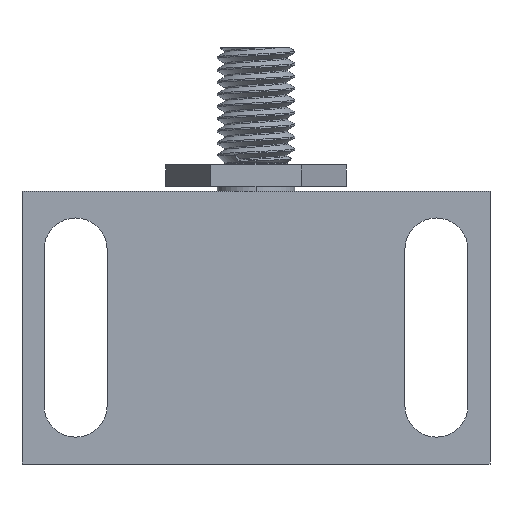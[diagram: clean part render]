
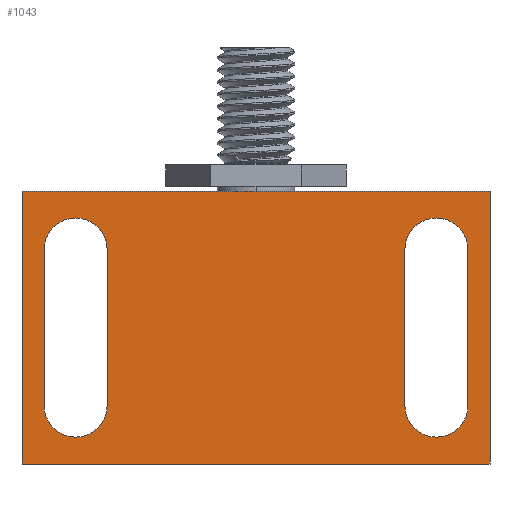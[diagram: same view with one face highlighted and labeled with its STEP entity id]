
A CAD part, left-side view. The second image highlights one B-rep face of the part: STEP entity #1043.
In plain terms, the highlighted planar face has unit normal (-1, 0, 0).
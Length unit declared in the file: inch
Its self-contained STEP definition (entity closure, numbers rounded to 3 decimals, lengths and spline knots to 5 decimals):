
#42 = ORIENTED_EDGE ( 'NONE', *, *, #415, .T. ) ;
#207 = FACE_BOUND ( 'NONE', #2831, .T. ) ;
#229 = VECTOR ( 'NONE', #978, 39.37008 ) ;
#230 = CARTESIAN_POINT ( 'NONE',  ( -0.3935, -0.945, 0.551 ) ) ;
#248 = EDGE_CURVE ( 'NONE', #3098, #2760, #3011, .T. ) ;
#288 = VERTEX_POINT ( 'NONE', #3707 ) ;
#319 = DIRECTION ( 'NONE',  ( 0., -1., 0. ) ) ;
#328 = EDGE_CURVE ( 'NONE', #1628, #2172, #1047, .T. ) ;
#360 = DIRECTION ( 'NONE',  ( 0., 0., 1. ) ) ;
#375 = VECTOR ( 'NONE', #360, 39.37008 ) ;
#415 = EDGE_CURVE ( 'NONE', #288, #601, #720, .T. ) ;
#446 = EDGE_CURVE ( 'NONE', #2566, #2172, #3444, .T. ) ;
#452 = DIRECTION ( 'NONE',  ( 0., 1., 0. ) ) ;
#486 = EDGE_LOOP ( 'NONE', ( #4457, #3465, #2249, #3408 ) ) ;
#487 = ORIENTED_EDGE ( 'NONE', *, *, #4189, .T. ) ;
#598 = CARTESIAN_POINT ( 'NONE',  ( -0.3935, -0.856, -0.315 ) ) ;
#601 = VERTEX_POINT ( 'NONE', #1203 ) ;
#641 = ORIENTED_EDGE ( 'NONE', *, *, #248, .T. ) ;
#653 = EDGE_CURVE ( 'NONE', #1574, #3895, #3562, .T. ) ;
#654 = FACE_BOUND ( 'NONE', #2851, .T. ) ;
#697 = AXIS2_PLACEMENT_3D ( 'NONE', #1219, #2204, #452 ) ;
#720 = LINE ( 'NONE', #4485, #2837 ) ;
#738 = CARTESIAN_POINT ( 'NONE',  ( -0.3935, 0.7285, -0.315 ) ) ;
#806 = ORIENTED_EDGE ( 'NONE', *, *, #3530, .T. ) ;
#827 = CIRCLE ( 'NONE', #901, 0.1275 ) ;
#834 = ORIENTED_EDGE ( 'NONE', *, *, #4050, .T. ) ;
#901 = AXIS2_PLACEMENT_3D ( 'NONE', #4484, #2417, #319 ) ;
#978 = DIRECTION ( 'NONE',  ( 0., -1., 0. ) ) ;
#1043 = ADVANCED_FACE ( 'NONE', ( #207, #654, #4368 ), #1949, .T. ) ;
#1047 = LINE ( 'NONE', #4162, #375 ) ;
#1069 = LINE ( 'NONE', #4461, #229 ) ;
#1087 = DIRECTION ( 'NONE',  ( 1., 0., 0. ) ) ;
#1128 = EDGE_CURVE ( 'NONE', #601, #3982, #1485, .T. ) ;
#1190 = CARTESIAN_POINT ( 'NONE',  ( -0.3935, -0.945, -0.551 ) ) ;
#1203 = CARTESIAN_POINT ( 'NONE',  ( -0.3935, 0.601, -0.315 ) ) ;
#1219 = CARTESIAN_POINT ( 'NONE',  ( -0.3935, 0.7285, 0.315 ) ) ;
#1272 = CARTESIAN_POINT ( 'NONE',  ( -0.3935, 0.945, -0.551 ) ) ;
#1331 = DIRECTION ( 'NONE',  ( 0., 0., 1. ) ) ;
#1355 = CARTESIAN_POINT ( 'NONE',  ( -0.3935, 0.945, -0.551 ) ) ;
#1381 = CARTESIAN_POINT ( 'NONE',  ( -0.3935, -0.601, -0.315 ) ) ;
#1401 = DIRECTION ( 'NONE',  ( 0., -1., 0. ) ) ;
#1417 = VECTOR ( 'NONE', #1331, 39.37008 ) ;
#1485 = CIRCLE ( 'NONE', #3146, 0.1275 ) ;
#1574 = VERTEX_POINT ( 'NONE', #3128 ) ;
#1581 = ORIENTED_EDGE ( 'NONE', *, *, #653, .T. ) ;
#1628 = VERTEX_POINT ( 'NONE', #1190 ) ;
#1805 = DIRECTION ( 'NONE',  ( 1., 0., 0. ) ) ;
#1949 = PLANE ( 'NONE',  #3288 ) ;
#2076 = CARTESIAN_POINT ( 'NONE',  ( -0.3935, -0.601, 0.315 ) ) ;
#2085 = DIRECTION ( 'NONE',  ( 0., 0., -1. ) ) ;
#2144 = VERTEX_POINT ( 'NONE', #2447 ) ;
#2172 = VERTEX_POINT ( 'NONE', #230 ) ;
#2204 = DIRECTION ( 'NONE',  ( 1., 0., 0. ) ) ;
#2249 = ORIENTED_EDGE ( 'NONE', *, *, #3891, .F. ) ;
#2315 = CARTESIAN_POINT ( 'NONE',  ( -0.3935, 0.856, 0.315 ) ) ;
#2357 = CIRCLE ( 'NONE', #3953, 0.1275 ) ;
#2417 = DIRECTION ( 'NONE',  ( 1., 0., 0. ) ) ;
#2447 = CARTESIAN_POINT ( 'NONE',  ( -0.3935, 0.945, -0.551 ) ) ;
#2566 = VERTEX_POINT ( 'NONE', #3590 ) ;
#2633 = VECTOR ( 'NONE', #3607, 39.37008 ) ;
#2642 = DIRECTION ( 'NONE',  ( 0., -1., 0. ) ) ;
#2760 = VERTEX_POINT ( 'NONE', #2076 ) ;
#2822 = CARTESIAN_POINT ( 'NONE',  ( -0.3935, 0.856, 0.315 ) ) ;
#2831 = EDGE_LOOP ( 'NONE', ( #834, #42, #4367, #487 ) ) ;
#2837 = VECTOR ( 'NONE', #2085, 39.37008 ) ;
#2851 = EDGE_LOOP ( 'NONE', ( #4359, #1581, #806, #641 ) ) ;
#2928 = LINE ( 'NONE', #2315, #4321 ) ;
#2981 = VERTEX_POINT ( 'NONE', #2822 ) ;
#3011 = LINE ( 'NONE', #3326, #3863 ) ;
#3031 = EDGE_CURVE ( 'NONE', #2760, #1574, #827, .T. ) ;
#3032 = DIRECTION ( 'NONE',  ( -1., 0., 0. ) ) ;
#3077 = DIRECTION ( 'NONE',  ( 0., 1., 0. ) ) ;
#3080 = CARTESIAN_POINT ( 'NONE',  ( -0.3935, 0.945, 0.551 ) ) ;
#3089 = EDGE_CURVE ( 'NONE', #2144, #1628, #1069, .T. ) ;
#3098 = VERTEX_POINT ( 'NONE', #1381 ) ;
#3128 = CARTESIAN_POINT ( 'NONE',  ( -0.3935, -0.856, 0.315 ) ) ;
#3146 = AXIS2_PLACEMENT_3D ( 'NONE', #738, #1087, #3077 ) ;
#3181 = CARTESIAN_POINT ( 'NONE',  ( -0.3935, 0.856, -0.315 ) ) ;
#3286 = CARTESIAN_POINT ( 'NONE',  ( -0.3935, -0.856, 0.315 ) ) ;
#3288 = AXIS2_PLACEMENT_3D ( 'NONE', #1272, #3032, #2642 ) ;
#3326 = CARTESIAN_POINT ( 'NONE',  ( -0.3935, -0.601, 0.315 ) ) ;
#3408 = ORIENTED_EDGE ( 'NONE', *, *, #3089, .T. ) ;
#3444 = LINE ( 'NONE', #3080, #3576 ) ;
#3465 = ORIENTED_EDGE ( 'NONE', *, *, #446, .F. ) ;
#3530 = EDGE_CURVE ( 'NONE', #3895, #3098, #2357, .T. ) ;
#3562 = LINE ( 'NONE', #3286, #2633 ) ;
#3576 = VECTOR ( 'NONE', #1401, 39.37008 ) ;
#3590 = CARTESIAN_POINT ( 'NONE',  ( -0.3935, 0.945, 0.551 ) ) ;
#3607 = DIRECTION ( 'NONE',  ( 0., 0., -1. ) ) ;
#3700 = LINE ( 'NONE', #1355, #1417 ) ;
#3707 = CARTESIAN_POINT ( 'NONE',  ( -0.3935, 0.601, 0.315 ) ) ;
#3715 = DIRECTION ( 'NONE',  ( 0., 0., 1. ) ) ;
#3836 = DIRECTION ( 'NONE',  ( 0., -1., 0. ) ) ;
#3863 = VECTOR ( 'NONE', #4031, 39.37008 ) ;
#3891 = EDGE_CURVE ( 'NONE', #2144, #2566, #3700, .T. ) ;
#3895 = VERTEX_POINT ( 'NONE', #598 ) ;
#3953 = AXIS2_PLACEMENT_3D ( 'NONE', #4501, #1805, #3836 ) ;
#3982 = VERTEX_POINT ( 'NONE', #3181 ) ;
#4031 = DIRECTION ( 'NONE',  ( 0., 0., 1. ) ) ;
#4050 = EDGE_CURVE ( 'NONE', #2981, #288, #4246, .T. ) ;
#4162 = CARTESIAN_POINT ( 'NONE',  ( -0.3935, -0.945, -0.551 ) ) ;
#4189 = EDGE_CURVE ( 'NONE', #3982, #2981, #2928, .T. ) ;
#4246 = CIRCLE ( 'NONE', #697, 0.1275 ) ;
#4321 = VECTOR ( 'NONE', #3715, 39.37008 ) ;
#4359 = ORIENTED_EDGE ( 'NONE', *, *, #3031, .T. ) ;
#4367 = ORIENTED_EDGE ( 'NONE', *, *, #1128, .T. ) ;
#4368 = FACE_OUTER_BOUND ( 'NONE', #486, .T. ) ;
#4457 = ORIENTED_EDGE ( 'NONE', *, *, #328, .T. ) ;
#4461 = CARTESIAN_POINT ( 'NONE',  ( -0.3935, 0.945, -0.551 ) ) ;
#4484 = CARTESIAN_POINT ( 'NONE',  ( -0.3935, -0.7285, 0.315 ) ) ;
#4485 = CARTESIAN_POINT ( 'NONE',  ( -0.3935, 0.601, 0.315 ) ) ;
#4501 = CARTESIAN_POINT ( 'NONE',  ( -0.3935, -0.7285, -0.315 ) ) ;
